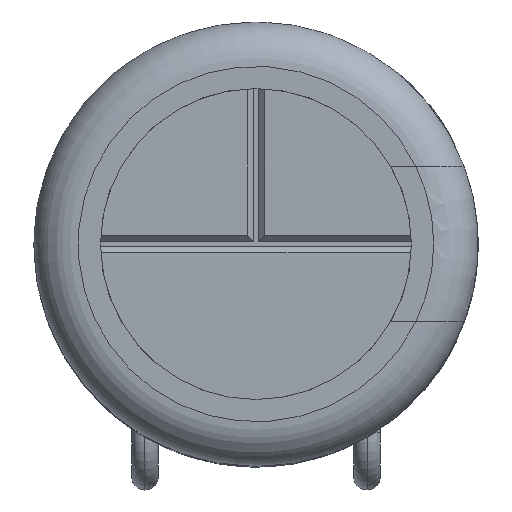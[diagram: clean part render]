
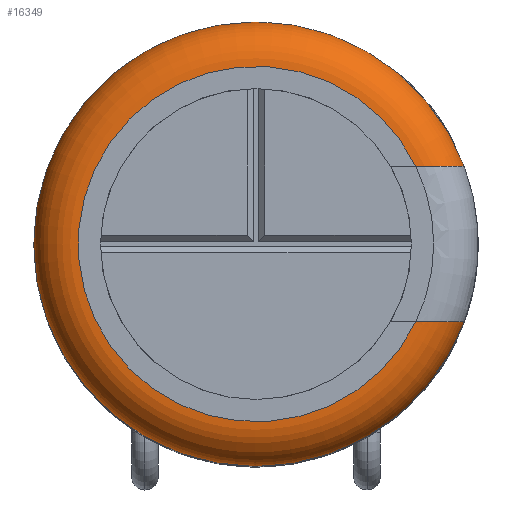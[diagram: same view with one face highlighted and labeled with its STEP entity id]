
A CAD part, top view. The second image highlights one B-rep face of the part: STEP entity #16349.
In plain terms, the highlighted toroidal (fillet/blend) face has major radius 4 mm and minor radius 1 mm.
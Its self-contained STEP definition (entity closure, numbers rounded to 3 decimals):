
#110 = VERTEX_POINT ( 'NONE', #10588 ) ;
#757 = VERTEX_POINT ( 'NONE', #10008 ) ;
#1113 = EDGE_CURVE ( 'NONE', #757, #15589, #7488, .T. ) ;
#1269 = CARTESIAN_POINT ( 'NONE',  ( 4.653, -1.75, 15.774 ) ) ;
#1455 = CIRCLE ( 'NONE', #19190, 4. ) ;
#1637 = DIRECTION ( 'NONE',  ( 0., 0., 1. ) ) ;
#4918 = CARTESIAN_POINT ( 'NONE',  ( 0., 0., 15.5 ) ) ;
#5600 = CARTESIAN_POINT ( 'NONE',  ( 4.684, -1.75, 15.637 ) ) ;
#5754 = CARTESIAN_POINT ( 'NONE',  ( 4.684, -1.75, 15.5 ) ) ;
#6065 = CARTESIAN_POINT ( 'NONE',  ( 4.249, -1.75, 16.314 ) ) ;
#6903 = FACE_OUTER_BOUND ( 'NONE', #23444, .T. ) ;
#6995 = ORIENTED_EDGE ( 'NONE', *, *, #12712, .T. ) ;
#7020 = ORIENTED_EDGE ( 'NONE', *, *, #1113, .F. ) ;
#7460 = CARTESIAN_POINT ( 'NONE',  ( 4.538, 1.75, 16.022 ) ) ;
#7488 = CIRCLE ( 'NONE', #22337, 5. ) ;
#8030 = AXIS2_PLACEMENT_3D ( 'NONE', #12314, #19993, #26803 ) ;
#8605 = DIRECTION ( 'NONE',  ( 0., 0., -1. ) ) ;
#9818 = CARTESIAN_POINT ( 'NONE',  ( 3.597, 1.75, 16.5 ) ) ;
#9824 = B_SPLINE_CURVE_WITH_KNOTS ( 'NONE', 3,
 ( #9818, #18886, #19326, #21364, #12109, #25977, #7460, #17010, #21055, #24111 ),
 .UNSPECIFIED., .F., .F.,
 ( 4, 2, 2, 2, 4 ),
 ( 0.001, 0.001, 0.001, 0.002, 0.002 ),
 .UNSPECIFIED. ) ;
#9936 = ORIENTED_EDGE ( 'NONE', *, *, #29817, .F. ) ;
#10008 = CARTESIAN_POINT ( 'NONE',  ( -5., 0., 15.5 ) ) ;
#10068 = B_SPLINE_CURVE_WITH_KNOTS ( 'NONE', 3,
 ( #5754, #5600, #1269, #22574, #22109, #6065, #10413, #20086, #19771, #29083 ),
 .UNSPECIFIED., .F., .F.,
 ( 4, 2, 2, 2, 4 ),
 ( 0.004, 0.005, 0.005, 0.006, 0.006 ),
 .UNSPECIFIED. ) ;
#10413 = CARTESIAN_POINT ( 'NONE',  ( 4.129, -1.75, 16.384 ) ) ;
#10588 = CARTESIAN_POINT ( 'NONE',  ( 4.684, -1.75, 15.5 ) ) ;
#10711 = CARTESIAN_POINT ( 'NONE',  ( 3.597, 1.75, 16.5 ) ) ;
#12109 = CARTESIAN_POINT ( 'NONE',  ( 4.249, 1.75, 16.314 ) ) ;
#12314 = CARTESIAN_POINT ( 'NONE',  ( 0., 0., 15.5 ) ) ;
#12712 = EDGE_CURVE ( 'NONE', #20796, #15589, #9824, .T. ) ;
#13432 = AXIS2_PLACEMENT_3D ( 'NONE', #29620, #8605, #20752 ) ;
#13732 = EDGE_CURVE ( 'NONE', #110, #24527, #10068, .T. ) ;
#14320 = DIRECTION ( 'NONE',  ( 0., 0., -1. ) ) ;
#15589 = VERTEX_POINT ( 'NONE', #18210 ) ;
#16349 = ADVANCED_FACE ( 'NONE', ( #6903 ), #27242, .T. ) ;
#17010 = CARTESIAN_POINT ( 'NONE',  ( 4.653, 1.75, 15.775 ) ) ;
#18006 = EDGE_CURVE ( 'NONE', #20796, #24527, #1455, .T. ) ;
#18084 = ORIENTED_EDGE ( 'NONE', *, *, #13732, .T. ) ;
#18210 = CARTESIAN_POINT ( 'NONE',  ( 4.684, 1.75, 15.5 ) ) ;
#18886 = CARTESIAN_POINT ( 'NONE',  ( 3.733, 1.75, 16.5 ) ) ;
#19190 = AXIS2_PLACEMENT_3D ( 'NONE', #22499, #1637, #20461 ) ;
#19326 = CARTESIAN_POINT ( 'NONE',  ( 3.871, 1.75, 16.477 ) ) ;
#19649 = ORIENTED_EDGE ( 'NONE', *, *, #18006, .F. ) ;
#19771 = CARTESIAN_POINT ( 'NONE',  ( 3.734, -1.75, 16.5 ) ) ;
#19993 = DIRECTION ( 'NONE',  ( 0., 0., 1. ) ) ;
#20086 = CARTESIAN_POINT ( 'NONE',  ( 3.87, -1.75, 16.477 ) ) ;
#20461 = DIRECTION ( 'NONE',  ( 1., 0., 0. ) ) ;
#20752 = DIRECTION ( 'NONE',  ( 1., 0., 0. ) ) ;
#20796 = VERTEX_POINT ( 'NONE', #10711 ) ;
#21055 = CARTESIAN_POINT ( 'NONE',  ( 4.684, 1.75, 15.637 ) ) ;
#21364 = CARTESIAN_POINT ( 'NONE',  ( 4.127, 1.75, 16.385 ) ) ;
#21592 = DIRECTION ( 'NONE',  ( 1., 0., 0. ) ) ;
#22109 = CARTESIAN_POINT ( 'NONE',  ( 4.454, -1.75, 16.133 ) ) ;
#22337 = AXIS2_PLACEMENT_3D ( 'NONE', #4918, #14320, #21592 ) ;
#22499 = CARTESIAN_POINT ( 'NONE',  ( 0., 0., 16.5 ) ) ;
#22574 = CARTESIAN_POINT ( 'NONE',  ( 4.538, -1.75, 16.021 ) ) ;
#23444 = EDGE_LOOP ( 'NONE', ( #9936, #18084, #19649, #6995, #7020 ) ) ;
#24111 = CARTESIAN_POINT ( 'NONE',  ( 4.684, 1.75, 15.5 ) ) ;
#24527 = VERTEX_POINT ( 'NONE', #25633 ) ;
#25633 = CARTESIAN_POINT ( 'NONE',  ( 3.597, -1.75, 16.5 ) ) ;
#25977 = CARTESIAN_POINT ( 'NONE',  ( 4.453, 1.75, 16.134 ) ) ;
#26727 = CIRCLE ( 'NONE', #13432, 5. ) ;
#26803 = DIRECTION ( 'NONE',  ( 1., 0., 0. ) ) ;
#27242 = TOROIDAL_SURFACE ( 'NONE', #8030, 4., 1. ) ;
#29083 = CARTESIAN_POINT ( 'NONE',  ( 3.597, -1.75, 16.5 ) ) ;
#29620 = CARTESIAN_POINT ( 'NONE',  ( 0., 0., 15.5 ) ) ;
#29817 = EDGE_CURVE ( 'NONE', #110, #757, #26727, .T. ) ;
